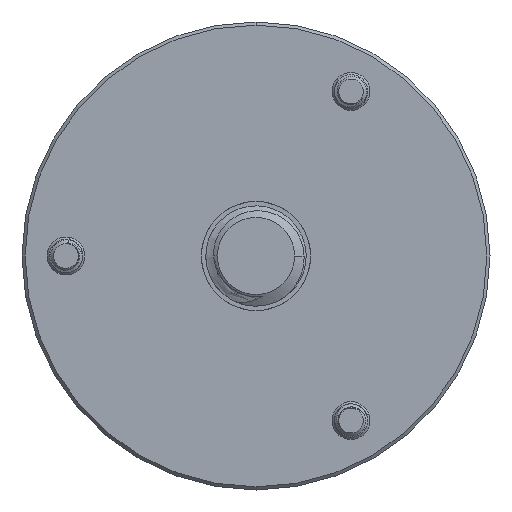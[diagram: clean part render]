
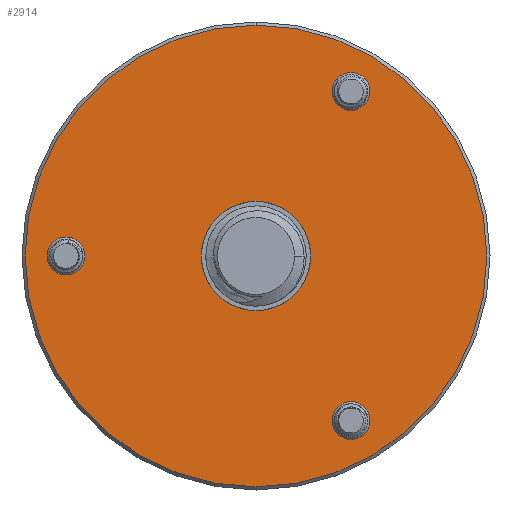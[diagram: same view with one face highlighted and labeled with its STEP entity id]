
A CAD part, front view. The second image highlights one B-rep face of the part: STEP entity #2914.
In plain terms, the highlighted planar face has unit normal (0, -1, 0).
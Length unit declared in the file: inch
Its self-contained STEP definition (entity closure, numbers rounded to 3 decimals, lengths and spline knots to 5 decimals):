
#69 = CARTESIAN_POINT ( 'NONE',  ( 0.4475, 0., -0.86409 ) ) ;
#234 = AXIS2_PLACEMENT_3D ( 'NONE', #14362, #7598, #1012 ) ;
#496 = EDGE_LOOP ( 'NONE', ( #5590, #12858 ) ) ;
#583 = ORIENTED_EDGE ( 'NONE', *, *, #6155, .T. ) ;
#700 = CARTESIAN_POINT ( 'NONE',  ( 0.4475, 0., 0.68609 ) ) ;
#990 = DIRECTION ( 'NONE',  ( 0., 0., 1. ) ) ;
#1012 = DIRECTION ( 'NONE',  ( 0., 0., 1. ) ) ;
#1026 = DIRECTION ( 'NONE',  ( 0., 0., 1. ) ) ;
#1142 = CIRCLE ( 'NONE', #12146, 0.089 ) ;
#1307 = VERTEX_POINT ( 'NONE', #10522 ) ;
#1361 = AXIS2_PLACEMENT_3D ( 'NONE', #4819, #12612, #5896 ) ;
#1628 = FACE_BOUND ( 'NONE', #7944, .T. ) ;
#1774 = ORIENTED_EDGE ( 'NONE', *, *, #10845, .T. ) ;
#1888 = EDGE_CURVE ( 'NONE', #2621, #12098, #3698, .T. ) ;
#1898 = DIRECTION ( 'NONE',  ( 0., 1., 0. ) ) ;
#1973 = FACE_BOUND ( 'NONE', #10896, .T. ) ;
#2000 = DIRECTION ( 'NONE',  ( 0., -1., 0. ) ) ;
#2079 = EDGE_CURVE ( 'NONE', #12252, #8538, #2338, .T. ) ;
#2322 = AXIS2_PLACEMENT_3D ( 'NONE', #3298, #12188, #5493 ) ;
#2338 = CIRCLE ( 'NONE', #11372, 0.089 ) ;
#2388 = VERTEX_POINT ( 'NONE', #3170 ) ;
#2621 = VERTEX_POINT ( 'NONE', #12718 ) ;
#2650 = DIRECTION ( 'NONE',  ( 0., 1., 0. ) ) ;
#2728 = CIRCLE ( 'NONE', #1361, 0.089 ) ;
#2872 = DIRECTION ( 'NONE',  ( 0., 1., 0. ) ) ;
#2914 = ADVANCED_FACE ( 'NONE', ( #4548, #1973, #1628, #13092, #4882 ), #11032, .F. ) ;
#3170 = CARTESIAN_POINT ( 'NONE',  ( 0., 0., -1.087 ) ) ;
#3298 = CARTESIAN_POINT ( 'NONE',  ( 0., 0., 0. ) ) ;
#3301 = AXIS2_PLACEMENT_3D ( 'NONE', #4691, #12495, #5776 ) ;
#3371 = ORIENTED_EDGE ( 'NONE', *, *, #5168, .T. ) ;
#3698 = CIRCLE ( 'NONE', #234, 0.089 ) ;
#3747 = ORIENTED_EDGE ( 'NONE', *, *, #6708, .T. ) ;
#4110 = CIRCLE ( 'NONE', #5297, 1.087 ) ;
#4223 = ORIENTED_EDGE ( 'NONE', *, *, #13227, .T. ) ;
#4313 = ORIENTED_EDGE ( 'NONE', *, *, #1888, .T. ) ;
#4473 = ORIENTED_EDGE ( 'NONE', *, *, #13343, .T. ) ;
#4525 = CARTESIAN_POINT ( 'NONE',  ( -0.895, 0., 0.089 ) ) ;
#4548 = FACE_OUTER_BOUND ( 'NONE', #8427, .T. ) ;
#4691 = CARTESIAN_POINT ( 'NONE',  ( 0.4475, 0., -0.77509 ) ) ;
#4819 = CARTESIAN_POINT ( 'NONE',  ( 0.4475, 0., 0.77509 ) ) ;
#4882 = FACE_BOUND ( 'NONE', #11317, .T. ) ;
#4909 = ORIENTED_EDGE ( 'NONE', *, *, #9182, .T. ) ;
#4971 = CARTESIAN_POINT ( 'NONE',  ( 0., 0., 1.087 ) ) ;
#5168 = EDGE_CURVE ( 'NONE', #5831, #1307, #13546, .T. ) ;
#5297 = AXIS2_PLACEMENT_3D ( 'NONE', #14382, #7618, #1026 ) ;
#5493 = DIRECTION ( 'NONE',  ( 0., 0., 1. ) ) ;
#5590 = ORIENTED_EDGE ( 'NONE', *, *, #2079, .T. ) ;
#5776 = DIRECTION ( 'NONE',  ( 0., 0., 1. ) ) ;
#5831 = VERTEX_POINT ( 'NONE', #11996 ) ;
#5896 = DIRECTION ( 'NONE',  ( 0., 0., 1. ) ) ;
#5927 = CARTESIAN_POINT ( 'NONE',  ( 0.4475, 0., -0.68609 ) ) ;
#5966 = CARTESIAN_POINT ( 'NONE',  ( 0.4475, 0., -0.77509 ) ) ;
#6155 = EDGE_CURVE ( 'NONE', #1307, #5831, #8258, .T. ) ;
#6204 = AXIS2_PLACEMENT_3D ( 'NONE', #5966, #13847, #7091 ) ;
#6413 = AXIS2_PLACEMENT_3D ( 'NONE', #8578, #2000, #9701 ) ;
#6708 = EDGE_CURVE ( 'NONE', #2388, #9029, #4110, .T. ) ;
#6958 = EDGE_CURVE ( 'NONE', #8538, #12252, #2728, .T. ) ;
#7091 = DIRECTION ( 'NONE',  ( 0., 0., 1. ) ) ;
#7099 = CIRCLE ( 'NONE', #3301, 0.089 ) ;
#7444 = VERTEX_POINT ( 'NONE', #5927 ) ;
#7576 = DIRECTION ( 'NONE',  ( 0., 1., 0. ) ) ;
#7598 = DIRECTION ( 'NONE',  ( 0., 1., 0. ) ) ;
#7618 = DIRECTION ( 'NONE',  ( 0., -1., 0. ) ) ;
#7944 = EDGE_LOOP ( 'NONE', ( #4473, #4223 ) ) ;
#8258 = CIRCLE ( 'NONE', #14427, 0.2575 ) ;
#8427 = EDGE_LOOP ( 'NONE', ( #1774, #3747 ) ) ;
#8437 = AXIS2_PLACEMENT_3D ( 'NONE', #8476, #1898, #9601 ) ;
#8476 = CARTESIAN_POINT ( 'NONE',  ( 0., 0., 0. ) ) ;
#8538 = VERTEX_POINT ( 'NONE', #700 ) ;
#8578 = CARTESIAN_POINT ( 'NONE',  ( 0., 0., 0. ) ) ;
#9029 = VERTEX_POINT ( 'NONE', #4971 ) ;
#9087 = CARTESIAN_POINT ( 'NONE',  ( 0.4475, 0., 0.86409 ) ) ;
#9182 = EDGE_CURVE ( 'NONE', #12098, #2621, #1142, .T. ) ;
#9236 = CARTESIAN_POINT ( 'NONE',  ( 0.4475, 0., 0.77509 ) ) ;
#9466 = CARTESIAN_POINT ( 'NONE',  ( 0., 0., 0. ) ) ;
#9601 = DIRECTION ( 'NONE',  ( 0., 0., 1. ) ) ;
#9701 = DIRECTION ( 'NONE',  ( 0., 0., 1. ) ) ;
#9711 = CIRCLE ( 'NONE', #6204, 0.089 ) ;
#9901 = VERTEX_POINT ( 'NONE', #69 ) ;
#10376 = DIRECTION ( 'NONE',  ( 0., 0., 1. ) ) ;
#10522 = CARTESIAN_POINT ( 'NONE',  ( 0., 0., -0.2575 ) ) ;
#10601 = DIRECTION ( 'NONE',  ( 0., 0., 1. ) ) ;
#10845 = EDGE_CURVE ( 'NONE', #9029, #2388, #11864, .T. ) ;
#10896 = EDGE_LOOP ( 'NONE', ( #3371, #583 ) ) ;
#11032 = PLANE ( 'NONE',  #2322 ) ;
#11317 = EDGE_LOOP ( 'NONE', ( #4909, #4313 ) ) ;
#11372 = AXIS2_PLACEMENT_3D ( 'NONE', #9236, #2650, #10376 ) ;
#11864 = CIRCLE ( 'NONE', #6413, 1.087 ) ;
#11996 = CARTESIAN_POINT ( 'NONE',  ( 0., 0., 0.2575 ) ) ;
#12098 = VERTEX_POINT ( 'NONE', #4525 ) ;
#12146 = AXIS2_PLACEMENT_3D ( 'NONE', #14335, #7576, #990 ) ;
#12188 = DIRECTION ( 'NONE',  ( 0., 1., 0. ) ) ;
#12252 = VERTEX_POINT ( 'NONE', #9087 ) ;
#12495 = DIRECTION ( 'NONE',  ( 0., 1., 0. ) ) ;
#12612 = DIRECTION ( 'NONE',  ( 0., 1., 0. ) ) ;
#12718 = CARTESIAN_POINT ( 'NONE',  ( -0.895, 0., -0.089 ) ) ;
#12858 = ORIENTED_EDGE ( 'NONE', *, *, #6958, .T. ) ;
#13092 = FACE_BOUND ( 'NONE', #496, .T. ) ;
#13227 = EDGE_CURVE ( 'NONE', #9901, #7444, #7099, .T. ) ;
#13343 = EDGE_CURVE ( 'NONE', #7444, #9901, #9711, .T. ) ;
#13546 = CIRCLE ( 'NONE', #8437, 0.2575 ) ;
#13847 = DIRECTION ( 'NONE',  ( 0., 1., 0. ) ) ;
#14335 = CARTESIAN_POINT ( 'NONE',  ( -0.895, 0., 0. ) ) ;
#14362 = CARTESIAN_POINT ( 'NONE',  ( -0.895, 0., 0. ) ) ;
#14382 = CARTESIAN_POINT ( 'NONE',  ( 0., 0., 0. ) ) ;
#14427 = AXIS2_PLACEMENT_3D ( 'NONE', #9466, #2872, #10601 ) ;
